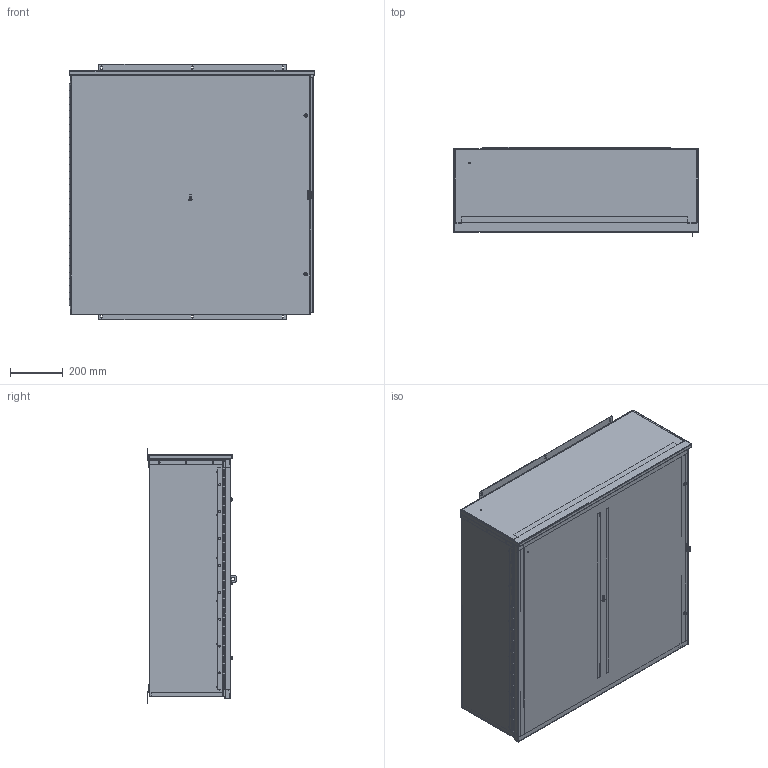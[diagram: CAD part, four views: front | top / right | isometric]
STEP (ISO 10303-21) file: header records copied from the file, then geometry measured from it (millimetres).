
FILE_DESCRIPTION (( 'STEP AP203' ), '1' );
FILE_NAME ('C3R363612HCR_Default.step', '2019-11-12T22:56:18', ( '' ), ( '' ), 'SwSTEP 2.0', 'SolidWorks 2019', '' );
FILE_SCHEMA (( 'CONFIG_CONTROL_DESIGN' ));
Length unit declared in the file: inch
Products named in the file (1): C3R363612HCR_Default
Bounding box: 928.92 x 336.8 x 965.2 mm (x, y, z)
Volume: 6464269.7 mm3; surface area: 6938027.8 mm2
Topology: 39 solids, 39 shells, 1166 faces, 3006 edges, 1960 vertices
Faces by surface type: plane 609, cylinder 471, bspline 62, cone 24
Entity records: 36597 total; most frequent: CARTESIAN_POINT 7405, DIRECTION 6124, ORIENTED_EDGE 6012, EDGE_CURVE 3006, AXIS2_PLACEMENT_3D 2119, VERTEX_POINT 1960, LINE 1886, VECTOR 1886
